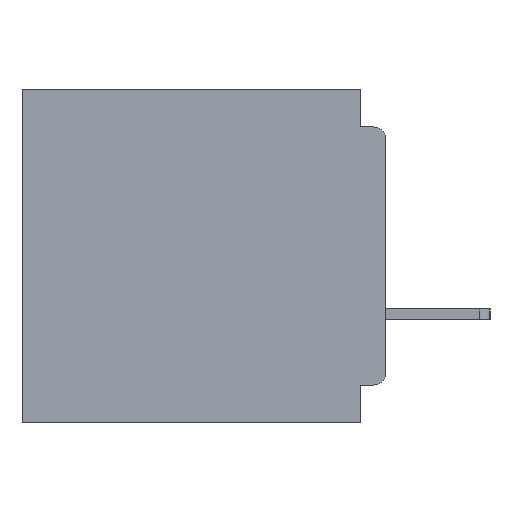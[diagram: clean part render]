
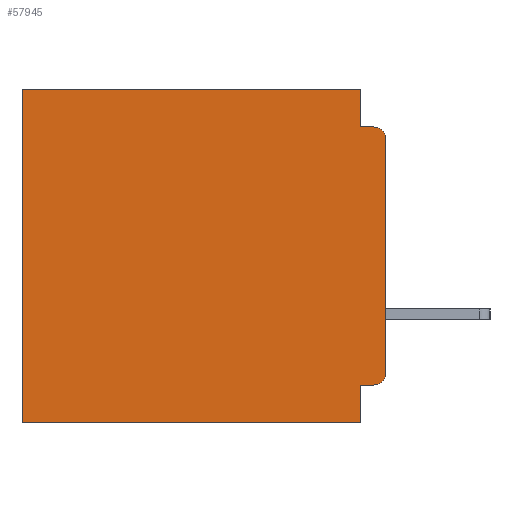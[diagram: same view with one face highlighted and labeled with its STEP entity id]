
A CAD part, left-side view. The second image highlights one B-rep face of the part: STEP entity #57945.
In plain terms, the highlighted planar face has unit normal (-1, 0, 0).
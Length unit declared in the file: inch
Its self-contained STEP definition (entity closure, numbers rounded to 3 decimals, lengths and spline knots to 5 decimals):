
#100 = ORIENTED_EDGE ( 'NONE', *, *, #7715, .F. ) ;
#925 = DIRECTION ( 'NONE',  ( 0., 0., -1. ) ) ;
#2701 = EDGE_LOOP ( 'NONE', ( #19284, #14665, #33916, #100, #63545, #22338, #20037, #41869, #59873, #52896 ) ) ;
#2779 = CARTESIAN_POINT ( 'NONE',  ( 0.3, 0.437, -0.4 ) ) ;
#3031 = DIRECTION ( 'NONE',  ( 0., 0., -1. ) ) ;
#4209 = VERTEX_POINT ( 'NONE', #11644 ) ;
#4221 = CARTESIAN_POINT ( 'NONE',  ( 0.3, 0.031, -0.4 ) ) ;
#4765 = CIRCLE ( 'NONE', #64472, 0.015 ) ;
#5003 = CARTESIAN_POINT ( 'NONE',  ( 0.3, 0., -0.06 ) ) ;
#5659 = DIRECTION ( 'NONE',  ( -1., 0., 0. ) ) ;
#5838 = CARTESIAN_POINT ( 'NONE',  ( 0.3, 0., -0.4 ) ) ;
#7608 = VERTEX_POINT ( 'NONE', #4221 ) ;
#7715 = EDGE_CURVE ( 'NONE', #61715, #34705, #30403, .T. ) ;
#9354 = CARTESIAN_POINT ( 'NONE',  ( 0.3, 0., -0.4 ) ) ;
#11644 = CARTESIAN_POINT ( 'NONE',  ( 0.3, 0., -0.34 ) ) ;
#11746 = CARTESIAN_POINT ( 'NONE',  ( 0.3, 0.031, 0. ) ) ;
#12071 = EDGE_CURVE ( 'NONE', #42451, #18890, #4765, .T. ) ;
#12180 = LINE ( 'NONE', #5838, #37157 ) ;
#14308 = CARTESIAN_POINT ( 'NONE',  ( 0.3, 0.015, -0.045 ) ) ;
#14665 = ORIENTED_EDGE ( 'NONE', *, *, #12071, .T. ) ;
#15110 = EDGE_CURVE ( 'NONE', #7608, #20665, #52766, .T. ) ;
#15199 = CARTESIAN_POINT ( 'NONE',  ( 0.3, 0., -0.4 ) ) ;
#15357 = CARTESIAN_POINT ( 'NONE',  ( 0.3, 0.031, -0.355 ) ) ;
#15735 = VERTEX_POINT ( 'NONE', #63214 ) ;
#16740 = EDGE_CURVE ( 'NONE', #34705, #18890, #36342, .T. ) ;
#17322 = EDGE_CURVE ( 'NONE', #42451, #4209, #12180, .T. ) ;
#18890 = VERTEX_POINT ( 'NONE', #14308 ) ;
#19284 = ORIENTED_EDGE ( 'NONE', *, *, #17322, .F. ) ;
#20037 = ORIENTED_EDGE ( 'NONE', *, *, #15110, .F. ) ;
#20276 = DIRECTION ( 'NONE',  ( 1., 0., 0. ) ) ;
#20665 = VERTEX_POINT ( 'NONE', #2779 ) ;
#22338 = ORIENTED_EDGE ( 'NONE', *, *, #53168, .T. ) ;
#23578 = DIRECTION ( 'NONE',  ( 0., 0., -1. ) ) ;
#25501 = DIRECTION ( 'NONE',  ( 0., 1., 0. ) ) ;
#25735 = VERTEX_POINT ( 'NONE', #15357 ) ;
#26095 = VECTOR ( 'NONE', #23578, 39.37008 ) ;
#26394 = DIRECTION ( 'NONE',  ( 0., -1., 0. ) ) ;
#27574 = CARTESIAN_POINT ( 'NONE',  ( 0.3, 0., -0.355 ) ) ;
#30140 = CARTESIAN_POINT ( 'NONE',  ( 0.3, 0.031, 0. ) ) ;
#30403 = LINE ( 'NONE', #30140, #55256 ) ;
#30696 = FACE_OUTER_BOUND ( 'NONE', #2701, .T. ) ;
#31312 = VECTOR ( 'NONE', #31936, 39.37008 ) ;
#31936 = DIRECTION ( 'NONE',  ( 0., 0., -1. ) ) ;
#32636 = EDGE_CURVE ( 'NONE', #15735, #4209, #49306, .T. ) ;
#33123 = DIRECTION ( 'NONE',  ( -1., 0., 0. ) ) ;
#33916 = ORIENTED_EDGE ( 'NONE', *, *, #16740, .F. ) ;
#34705 = VERTEX_POINT ( 'NONE', #55058 ) ;
#35076 = PLANE ( 'NONE',  #42653 ) ;
#35664 = CARTESIAN_POINT ( 'NONE',  ( 0.3, 0.015, -0.06 ) ) ;
#36342 = LINE ( 'NONE', #61103, #59653 ) ;
#36914 = LINE ( 'NONE', #27574, #63399 ) ;
#37157 = VECTOR ( 'NONE', #925, 39.37008 ) ;
#39280 = LINE ( 'NONE', #43357, #26095 ) ;
#39576 = VECTOR ( 'NONE', #49255, 39.37008 ) ;
#40212 = DIRECTION ( 'NONE',  ( 0., 0., -1. ) ) ;
#40672 = DIRECTION ( 'NONE',  ( 0., 0., -1. ) ) ;
#41790 = EDGE_CURVE ( 'NONE', #25735, #7608, #39280, .T. ) ;
#41869 = ORIENTED_EDGE ( 'NONE', *, *, #41790, .F. ) ;
#41870 = VERTEX_POINT ( 'NONE', #59216 ) ;
#42451 = VERTEX_POINT ( 'NONE', #5003 ) ;
#42491 = EDGE_CURVE ( 'NONE', #61715, #41870, #50051, .T. ) ;
#42653 = AXIS2_PLACEMENT_3D ( 'NONE', #15199, #20276, #55062 ) ;
#43076 = VECTOR ( 'NONE', #25501, 39.37008 ) ;
#43357 = CARTESIAN_POINT ( 'NONE',  ( 0.3, 0.031, -0.4 ) ) ;
#47582 = LINE ( 'NONE', #61680, #31312 ) ;
#49255 = DIRECTION ( 'NONE',  ( 0., 1., 0. ) ) ;
#49306 = CIRCLE ( 'NONE', #64710, 0.015 ) ;
#50051 = LINE ( 'NONE', #55232, #43076 ) ;
#52766 = LINE ( 'NONE', #9354, #39576 ) ;
#52896 = ORIENTED_EDGE ( 'NONE', *, *, #32636, .T. ) ;
#53168 = EDGE_CURVE ( 'NONE', #41870, #20665, #47582, .T. ) ;
#55058 = CARTESIAN_POINT ( 'NONE',  ( 0.3, 0.031, -0.045 ) ) ;
#55062 = DIRECTION ( 'NONE',  ( 0., 0., -1. ) ) ;
#55232 = CARTESIAN_POINT ( 'NONE',  ( 0.3, 0., 0. ) ) ;
#55256 = VECTOR ( 'NONE', #40212, 39.37008 ) ;
#57945 = ADVANCED_FACE ( 'NONE', ( #30696 ), #35076, .F. ) ;
#59216 = CARTESIAN_POINT ( 'NONE',  ( 0.3, 0.437, 0. ) ) ;
#59653 = VECTOR ( 'NONE', #26394, 39.37008 ) ;
#59873 = ORIENTED_EDGE ( 'NONE', *, *, #61255, .F. ) ;
#61103 = CARTESIAN_POINT ( 'NONE',  ( 0.3, 0., -0.045 ) ) ;
#61255 = EDGE_CURVE ( 'NONE', #15735, #25735, #36914, .T. ) ;
#61680 = CARTESIAN_POINT ( 'NONE',  ( 0.3, 0.437, -0.4 ) ) ;
#61715 = VERTEX_POINT ( 'NONE', #11746 ) ;
#62329 = DIRECTION ( 'NONE',  ( 0., 1., 0. ) ) ;
#62913 = CARTESIAN_POINT ( 'NONE',  ( 0.3, 0.015, -0.34 ) ) ;
#63214 = CARTESIAN_POINT ( 'NONE',  ( 0.3, 0.015, -0.355 ) ) ;
#63399 = VECTOR ( 'NONE', #62329, 39.37008 ) ;
#63545 = ORIENTED_EDGE ( 'NONE', *, *, #42491, .T. ) ;
#64472 = AXIS2_PLACEMENT_3D ( 'NONE', #35664, #5659, #40672 ) ;
#64710 = AXIS2_PLACEMENT_3D ( 'NONE', #62913, #33123, #3031 ) ;
